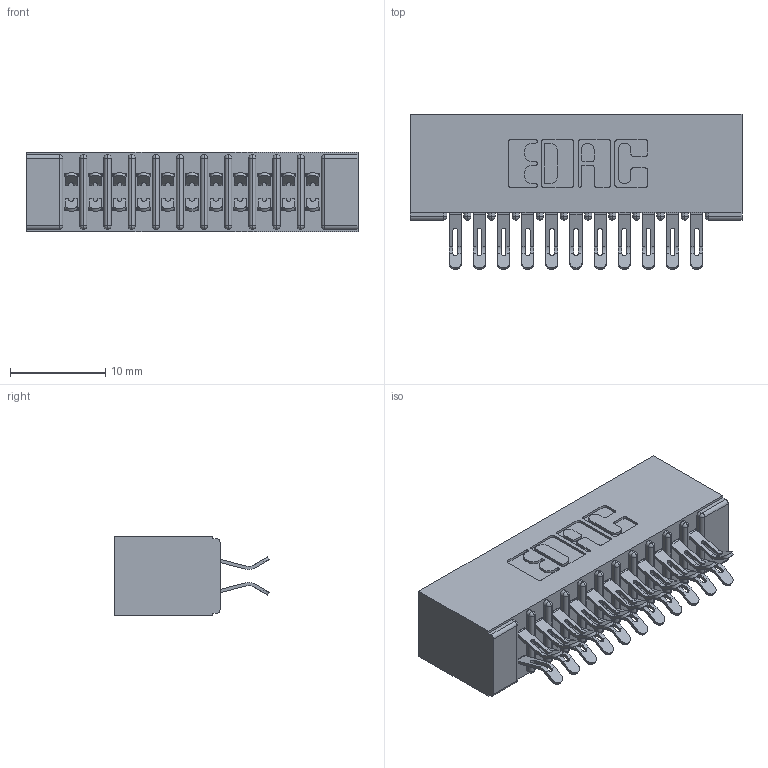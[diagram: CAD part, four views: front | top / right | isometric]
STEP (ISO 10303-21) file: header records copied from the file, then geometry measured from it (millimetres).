
FILE_DESCRIPTION (( 'STEP AP203' ), '1' );
FILE_NAME ('391-022-555-201.STEP', '2018-08-08T19:26:26', ( '' ), ( '' ), 'SwSTEP 2.0', 'SolidWorks 2016', '' );
FILE_SCHEMA (( 'CONFIG_CONTROL_DESIGN' ));
Length unit declared in the file: inch
Products named in the file (3): 341 Part_No Mounting Lugs; 341-292-001_341-292-155; 391-022-555-201
Assembly tree (23 placements, depth 2):
  391-022-555-201
    341 Part_No Mounting Lugs
    341-292-001_341-292-155  x22
Bounding box: 34.92 x 16.31 x 8.38 mm (x, y, z)
Volume: 2175.1 mm3; surface area: 4700.1 mm2
Topology: 23 solids, 23 shells, 1824 faces, 5429 edges, 3534 vertices
Faces by surface type: plane 988, cylinder 792, sphere 24, torus 20
Entity records: 17634 total; most frequent: CARTESIAN_POINT 2947, ORIENTED_EDGE 2914, DIRECTION 2871, EDGE_CURVE 1457, LINE 1131, VECTOR 1131, VERTEX_POINT 930, AXIS2_PLACEMENT_3D 870
